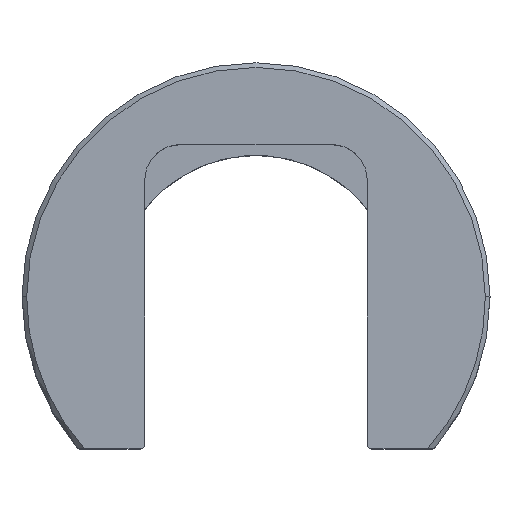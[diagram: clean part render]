
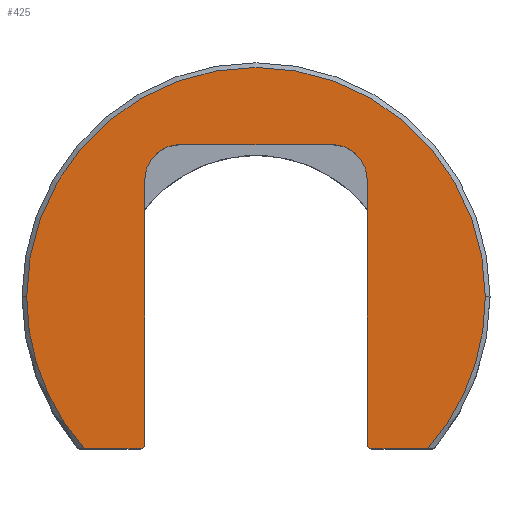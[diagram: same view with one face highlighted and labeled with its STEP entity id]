
A CAD part, top view. The second image highlights one B-rep face of the part: STEP entity #425.
In plain terms, the highlighted planar face has unit normal (0, 0, 1).
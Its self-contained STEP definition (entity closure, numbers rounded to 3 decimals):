
#7 = DIRECTION ( 'NONE',  ( 0., 0., 1. ) ) ;
#20 = CARTESIAN_POINT ( 'NONE',  ( 3.25, 6.5, 4. ) ) ;
#38 = CARTESIAN_POINT ( 'NONE',  ( 4.75, 5., 4. ) ) ;
#42 = EDGE_CURVE ( 'NONE', #482, #165, #445, .T. ) ;
#48 = DIRECTION ( 'NONE',  ( -1., 0., 0. ) ) ;
#50 = VECTOR ( 'NONE', #101, 1000. ) ;
#54 = DIRECTION ( 'NONE',  ( -1., 0., 0. ) ) ;
#55 = ORIENTED_EDGE ( 'NONE', *, *, #732, .T. ) ;
#57 = DIRECTION ( 'NONE',  ( 0., 0., -1. ) ) ;
#58 = VERTEX_POINT ( 'NONE', #644 ) ;
#66 = VERTEX_POINT ( 'NONE', #74 ) ;
#74 = CARTESIAN_POINT ( 'NONE',  ( 7.334, -6.5, 4. ) ) ;
#90 = DIRECTION ( 'NONE',  ( 0., 0., 1. ) ) ;
#96 = CARTESIAN_POINT ( 'NONE',  ( -4.95, -6.5, 4. ) ) ;
#101 = DIRECTION ( 'NONE',  ( 0., 1., 0. ) ) ;
#103 = AXIS2_PLACEMENT_3D ( 'NONE', #423, #143, #573 ) ;
#118 = AXIS2_PLACEMENT_3D ( 'NONE', #865, #719, #526 ) ;
#142 = DIRECTION ( 'NONE',  ( 0., 0., 1. ) ) ;
#143 = DIRECTION ( 'NONE',  ( 0., 0., 1. ) ) ;
#146 = DIRECTION ( 'NONE',  ( 1., 0., 0. ) ) ;
#155 = LINE ( 'NONE', #667, #535 ) ;
#157 = FACE_OUTER_BOUND ( 'NONE', #241, .T. ) ;
#165 = VERTEX_POINT ( 'NONE', #880 ) ;
#191 = ORIENTED_EDGE ( 'NONE', *, *, #322, .F. ) ;
#205 = EDGE_CURVE ( 'NONE', #66, #413, #528, .T. ) ;
#206 = DIRECTION ( 'NONE',  ( 1., 0., 0. ) ) ;
#210 = CARTESIAN_POINT ( 'NONE',  ( 0., 0., 4. ) ) ;
#214 = ORIENTED_EDGE ( 'NONE', *, *, #518, .F. ) ;
#215 = CARTESIAN_POINT ( 'NONE',  ( -4.75, 5., 4. ) ) ;
#217 = AXIS2_PLACEMENT_3D ( 'NONE', #848, #7, #502 ) ;
#219 = VERTEX_POINT ( 'NONE', #759 ) ;
#220 = CARTESIAN_POINT ( 'NONE',  ( -9.8, 0., 4. ) ) ;
#228 = AXIS2_PLACEMENT_3D ( 'NONE', #360, #775, #146 ) ;
#229 = DIRECTION ( 'NONE',  ( 1., 0., 0. ) ) ;
#241 = EDGE_LOOP ( 'NONE', ( #511, #55, #264, #692, #833, #214, #882, #544, #191, #411, #306, #546 ) ) ;
#264 = ORIENTED_EDGE ( 'NONE', *, *, #707, .T. ) ;
#281 = CIRCLE ( 'NONE', #742, 0.2 ) ;
#293 = CARTESIAN_POINT ( 'NONE',  ( 9.8, 0., 4. ) ) ;
#296 = CIRCLE ( 'NONE', #217, 9.8 ) ;
#301 = CARTESIAN_POINT ( 'NONE',  ( -3.25, 6.5, 4. ) ) ;
#306 = ORIENTED_EDGE ( 'NONE', *, *, #447, .F. ) ;
#316 = CARTESIAN_POINT ( 'NONE',  ( 4.75, 5., 4. ) ) ;
#322 = EDGE_CURVE ( 'NONE', #477, #482, #408, .T. ) ;
#328 = VECTOR ( 'NONE', #363, 1000. ) ;
#331 = CARTESIAN_POINT ( 'NONE',  ( 4.95, -6.3, 4. ) ) ;
#359 = CIRCLE ( 'NONE', #228, 9.8 ) ;
#360 = CARTESIAN_POINT ( 'NONE',  ( 0., 0., 4. ) ) ;
#363 = DIRECTION ( 'NONE',  ( 0., -1., 0. ) ) ;
#371 = CARTESIAN_POINT ( 'NONE',  ( 4.95, -6.5, 4. ) ) ;
#373 = CIRCLE ( 'NONE', #792, 1.5 ) ;
#408 = LINE ( 'NONE', #531, #788 ) ;
#411 = ORIENTED_EDGE ( 'NONE', *, *, #819, .F. ) ;
#413 = VERTEX_POINT ( 'NONE', #371 ) ;
#423 = CARTESIAN_POINT ( 'NONE',  ( -3.25, 5., 4. ) ) ;
#425 = ADVANCED_FACE ( 'NONE', ( #157 ), #652, .T. ) ;
#437 = DIRECTION ( 'NONE',  ( -1., 0., 0. ) ) ;
#441 = CARTESIAN_POINT ( 'NONE',  ( 3.25, 5., 4. ) ) ;
#443 = LINE ( 'NONE', #316, #50 ) ;
#445 = CIRCLE ( 'NONE', #103, 1.5 ) ;
#447 = EDGE_CURVE ( 'NONE', #673, #798, #443, .T. ) ;
#471 = DIRECTION ( 'NONE',  ( 0., 0., -1. ) ) ;
#477 = VERTEX_POINT ( 'NONE', #20 ) ;
#482 = VERTEX_POINT ( 'NONE', #301 ) ;
#502 = DIRECTION ( 'NONE',  ( 1., 0., 0. ) ) ;
#504 = VECTOR ( 'NONE', #813, 1000. ) ;
#511 = ORIENTED_EDGE ( 'NONE', *, *, #205, .F. ) ;
#518 = EDGE_CURVE ( 'NONE', #58, #905, #281, .T. ) ;
#521 = AXIS2_PLACEMENT_3D ( 'NONE', #331, #471, #54 ) ;
#526 = DIRECTION ( 'NONE',  ( 1., 0., 0. ) ) ;
#528 = LINE ( 'NONE', #577, #504 ) ;
#531 = CARTESIAN_POINT ( 'NONE',  ( -3.25, 6.5, 4. ) ) ;
#535 = VECTOR ( 'NONE', #437, 1000. ) ;
#544 = ORIENTED_EDGE ( 'NONE', *, *, #42, .F. ) ;
#546 = ORIENTED_EDGE ( 'NONE', *, *, #581, .F. ) ;
#573 = DIRECTION ( 'NONE',  ( -1., 0., 0. ) ) ;
#577 = CARTESIAN_POINT ( 'NONE',  ( 0., -6.5, 4. ) ) ;
#581 = EDGE_CURVE ( 'NONE', #413, #673, #893, .T. ) ;
#621 = CARTESIAN_POINT ( 'NONE',  ( -4.95, -6.3, 4. ) ) ;
#623 = CIRCLE ( 'NONE', #701, 9.8 ) ;
#644 = CARTESIAN_POINT ( 'NONE',  ( -4.75, -6.3, 4. ) ) ;
#652 = PLANE ( 'NONE',  #118 ) ;
#664 = EDGE_CURVE ( 'NONE', #686, #219, #296, .T. ) ;
#667 = CARTESIAN_POINT ( 'NONE',  ( -4.95, -6.5, 4. ) ) ;
#673 = VERTEX_POINT ( 'NONE', #842 ) ;
#686 = VERTEX_POINT ( 'NONE', #220 ) ;
#692 = ORIENTED_EDGE ( 'NONE', *, *, #664, .T. ) ;
#701 = AXIS2_PLACEMENT_3D ( 'NONE', #210, #142, #206 ) ;
#703 = EDGE_CURVE ( 'NONE', #165, #58, #785, .T. ) ;
#707 = EDGE_CURVE ( 'NONE', #820, #686, #623, .T. ) ;
#719 = DIRECTION ( 'NONE',  ( 0., 0., 1. ) ) ;
#732 = EDGE_CURVE ( 'NONE', #66, #820, #359, .T. ) ;
#742 = AXIS2_PLACEMENT_3D ( 'NONE', #621, #57, #48 ) ;
#759 = CARTESIAN_POINT ( 'NONE',  ( -7.334, -6.5, 4. ) ) ;
#775 = DIRECTION ( 'NONE',  ( 0., 0., 1. ) ) ;
#784 = EDGE_CURVE ( 'NONE', #905, #219, #155, .T. ) ;
#785 = LINE ( 'NONE', #215, #328 ) ;
#788 = VECTOR ( 'NONE', #817, 1000. ) ;
#792 = AXIS2_PLACEMENT_3D ( 'NONE', #441, #90, #229 ) ;
#798 = VERTEX_POINT ( 'NONE', #38 ) ;
#813 = DIRECTION ( 'NONE',  ( -1., 0., 0. ) ) ;
#817 = DIRECTION ( 'NONE',  ( -1., 0., 0. ) ) ;
#819 = EDGE_CURVE ( 'NONE', #798, #477, #373, .T. ) ;
#820 = VERTEX_POINT ( 'NONE', #293 ) ;
#833 = ORIENTED_EDGE ( 'NONE', *, *, #784, .F. ) ;
#842 = CARTESIAN_POINT ( 'NONE',  ( 4.75, -6.3, 4. ) ) ;
#848 = CARTESIAN_POINT ( 'NONE',  ( 0., 0., 4. ) ) ;
#865 = CARTESIAN_POINT ( 'NONE',  ( 0., 0., 4. ) ) ;
#880 = CARTESIAN_POINT ( 'NONE',  ( -4.75, 5., 4. ) ) ;
#882 = ORIENTED_EDGE ( 'NONE', *, *, #703, .F. ) ;
#893 = CIRCLE ( 'NONE', #521, 0.2 ) ;
#905 = VERTEX_POINT ( 'NONE', #96 ) ;
